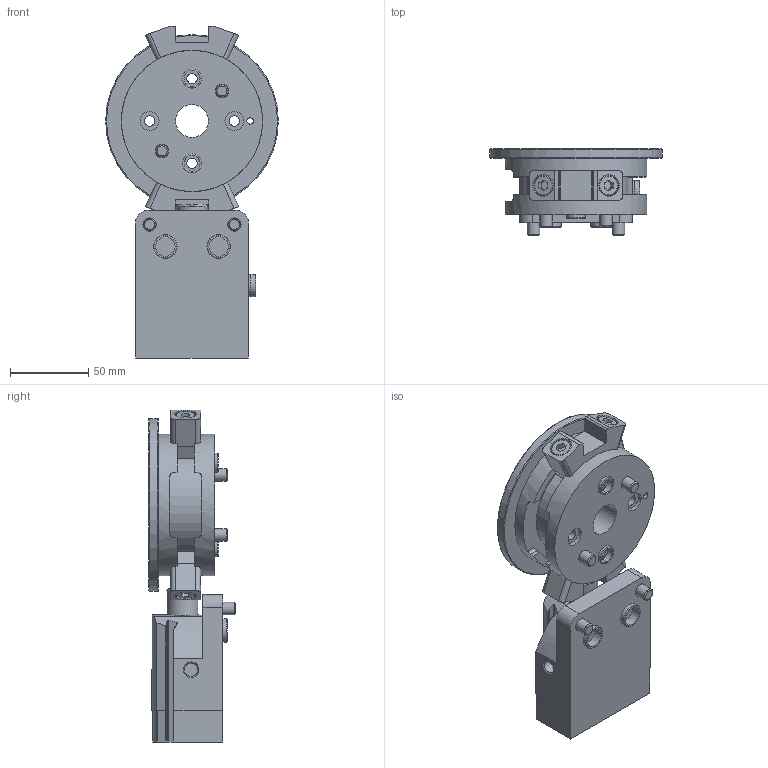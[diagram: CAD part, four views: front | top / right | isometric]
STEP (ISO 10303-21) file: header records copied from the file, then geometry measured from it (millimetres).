
FILE_DESCRIPTION(/* description */ ('STEP AP214'),/* implementation_level */ '2;1');
FILE_NAME(/* name */ '1796637_DADL-EL-Q11-50',/* time_stamp */ '2024-08-12T19:19:35+02:00',/* author */ ('License CC BY-ND 4.0'),/* organization */ ('CADENAS'),/* preprocessor_version */ 'ST-DEVELOPER v19.3',/* originating_system */ 'PARTsolutions',/* authorisation */ ' ');
FILE_SCHEMA (('AUTOMOTIVE_DESIGN {1 0 10303 214 3 1 1}'));
Length unit declared in the file: millimetre
Products named in the file (10): 1796637 DADL-EL-Q11-50---(50_0_0); 1764674 DRRD-50_p; DIN-912 - M8x40(F); 8137185 ZBH-12-B; 1796626 DADL-EC-Q11-50; 1796637 DADL-EL-Q11-50_(zyl); 1764665 DADL-20_(ks); DIN-912 - M8x12(F); 191409 ZBH-15; 3568 B-1/8
Assembly tree (14 placements, depth 2):
  1796637 DADL-EL-Q11-50---(50_0_0)
    1764674 DRRD-50_p
    DIN-912 - M8x40(F)  x2
    8137185 ZBH-12-B  x2
    1796626 DADL-EC-Q11-50  x2
    1796637 DADL-EL-Q11-50_(zyl)
    1764665 DADL-20_(ks)
    DIN-912 - M8x12(F)  x2
    191409 ZBH-15  x2
    3568 B-1/8
Bounding box: 110 x 55.1 x 211.5 mm (x, y, z)
Volume: 462048.2 mm3; surface area: 113200.2 mm2
Topology: 14 solids, 14 shells, 466 faces, 1059 edges, 668 vertices
Faces by surface type: plane 246, cylinder 143, cone 66, torus 11
Full cylindrical faces by diameter (mm): 4 x2, 6.647 x4, 8 x12, 8.376 x2, 8.5 x2, 8.6 x2, 9.728 x1, 9.9 x1, 10 x2, 12 x8, 12.4 x2, 12.6 x1, 13 x8, 14 x6, 14.5 x2, 15 x6, 20 x2, 21 x1, 32 x2, 66 x1, 90 x2, 110 x1
Entity records: 9136 total; most frequent: CARTESIAN_POINT 1766, DIRECTION 1515, ORIENTED_EDGE 1288, EDGE_CURVE 644, AXIS2_PLACEMENT_3D 598, FACE_BOUND 484, EDGE_LOOP 482, VERTEX_POINT 464
